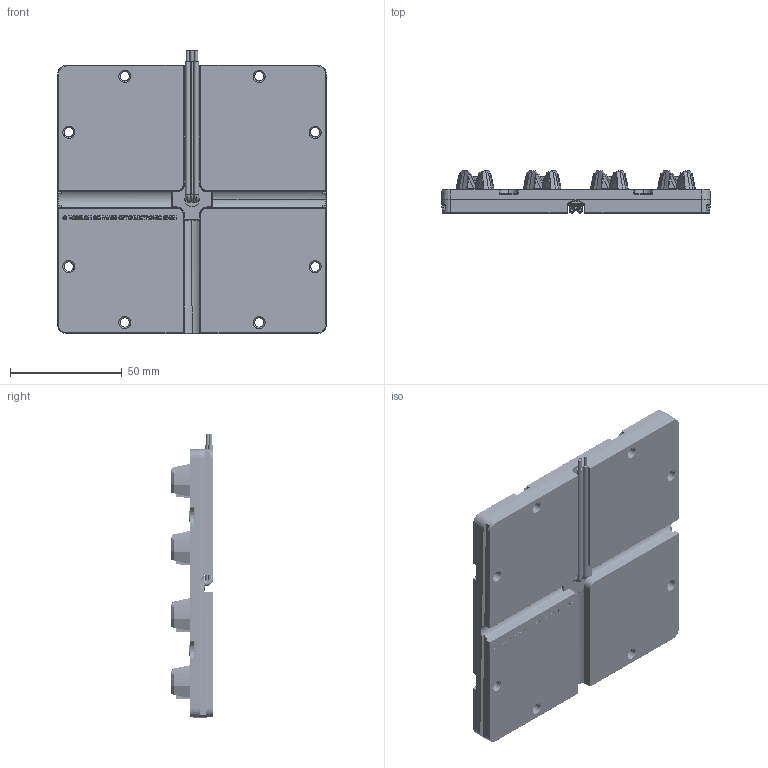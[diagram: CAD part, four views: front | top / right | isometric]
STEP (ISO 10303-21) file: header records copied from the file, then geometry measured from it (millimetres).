
FILE_DESCRIPTION (( 'STEP AP203' ), '1' );
FILE_NAME ('RED WU-M-425-B SClass.STEP', '2014-04-17T06:50:58', ( 'VS' ), ( '' ), 'SwSTEP 2.0', 'SolidWorks 2014', '' );
FILE_SCHEMA (( 'CONFIG_CONTROL_DESIGN' ));
Length unit declared in the file: millimetre
Products named in the file (74): 001301 MClass-Carrier_11-04-26; 0805; PCB-LSL; Heatfolie.4-1; CREE XPE-; Kabel-03; PCB-Base; Screw DIN7500-Head ISO 14583; P91150_Abdichtung-StreetlightMClass; Kabel-02; L鰐br點ke; SUB_SMA SS14L; Verguss; Kabel-01; Diode-S1PM-DO-220AA; RED-DuOp-S-Class; C1210; RED WU-M-425-B SClass
Assembly tree (56 placements, depth 2):
  0805
  Heatfolie.4-1
  CREE XPE-
  CREE XPE-
  Kabel-03
Bounding box: 120 x 18.86 x 126.67 mm (x, y, z)
Volume: 119374 mm3; surface area: 132347.4 mm2
Topology: 143 solids, 163 shells, 7620 faces, 20436 edges, 13228 vertices
Faces by surface type: plane 4646, cylinder 1510, bspline 965, cone 231, torus 152, sphere 116
Entity records: 165983 total; most frequent: CARTESIAN_POINT 56920, ORIENTED_EDGE 22000, DIRECTION 19467, EDGE_CURVE 11205, VECTOR 7333, LINE 7333, VERTEX_POINT 7244, AXIS2_PLACEMENT_3D 6067
